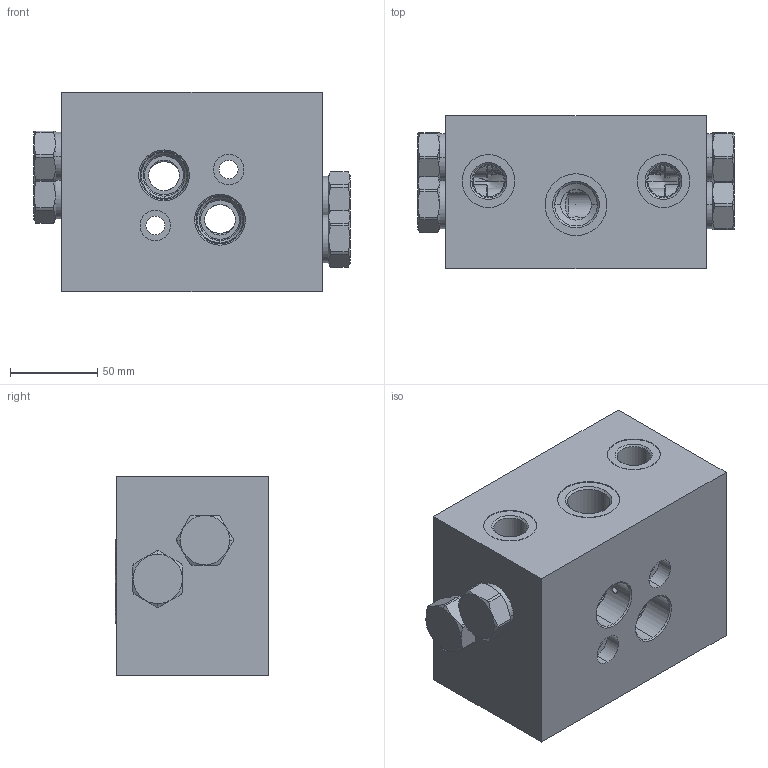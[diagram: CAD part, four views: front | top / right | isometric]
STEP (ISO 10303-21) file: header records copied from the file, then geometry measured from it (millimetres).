
FILE_DESCRIPTION((''),'2;1');
FILE_NAME('X9R_ASM','2021-08-21T',('ProEService'),(''),'PRO/ENGINEER BY PARAMETRIC TECHNOLOGY CORPORATION, 2014200','PRO/ENGINEER BY PARAMETRIC TECHNOLOGY CORPORATION, 2014200','');
FILE_SCHEMA(('CONFIG_CONTROL_DESIGN'));
Length unit declared in the file: inch
Products named in the file (5): 170-460-003; CXEDXAN; CXFAXAN; 500-001-118; X9R_ASM
Assembly tree (7 placements, depth 2):
  X9R_ASM
    170-460-003
    CXEDXAN  x2
    CXFAXAN  x2
    500-001-118  x2
Bounding box: 181 x 87.78 x 114.3 mm (x, y, z)
Volume: 1356158.3 mm3; surface area: 156115 mm2
Topology: 15 solids, 17 shells, 773 faces, 2175 edges, 1662 vertices
Faces by surface type: cylinder 326, cone 164, plane 141, torus 106, revolution 36
Entity records: 20453 total; most frequent: CARTESIAN_POINT 6725, DIRECTION 2976, ORIENTED_EDGE 2286, EDGE_CURVE 1143, AXIS2_PLACEMENT_3D 1090, VECTOR 778, LINE 778, VERTEX_POINT 696
